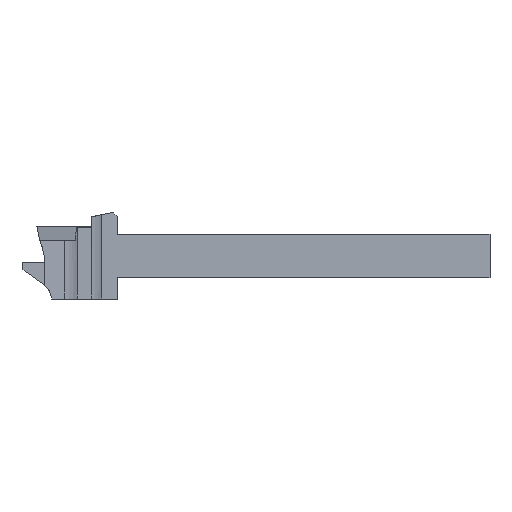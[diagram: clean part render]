
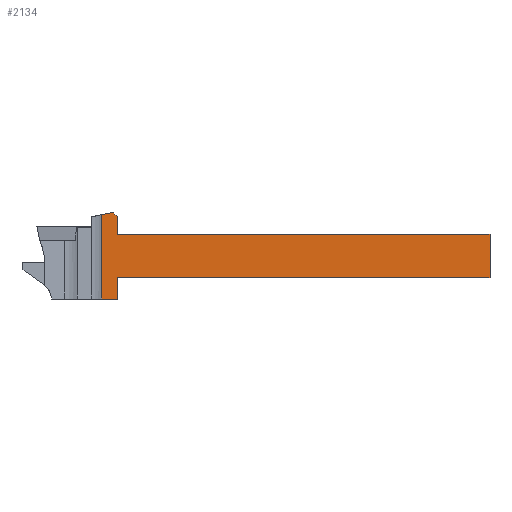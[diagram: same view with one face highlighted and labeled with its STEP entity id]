
A CAD part, top view. The second image highlights one B-rep face of the part: STEP entity #2134.
In plain terms, the highlighted planar face has unit normal (0, 0, 1).
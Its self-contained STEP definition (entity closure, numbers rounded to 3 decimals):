
#21 = EDGE_CURVE ( 'NONE', #1015, #1304, #3331, .T. ) ;
#35 = DIRECTION ( 'NONE',  ( -0.978, -0.208, 0. ) ) ;
#131 = VERTEX_POINT ( 'NONE', #1322 ) ;
#134 = CARTESIAN_POINT ( 'NONE',  ( -82.3, -4.763, 4.763 ) ) ;
#168 = VECTOR ( 'NONE', #1248, 1000. ) ;
#276 = VECTOR ( 'NONE', #35, 1000. ) ;
#317 = ORIENTED_EDGE ( 'NONE', *, *, #549, .T. ) ;
#450 = ORIENTED_EDGE ( 'NONE', *, *, #21, .T. ) ;
#549 = EDGE_CURVE ( 'NONE', #131, #1391, #3178, .T. ) ;
#583 = CARTESIAN_POINT ( 'NONE',  ( -83.859, 9.5, 4.763 ) ) ;
#634 = DIRECTION ( 'NONE',  ( -1., 0., 0. ) ) ;
#711 = FACE_OUTER_BOUND ( 'NONE', #851, .T. ) ;
#774 = CARTESIAN_POINT ( 'NONE',  ( -82.3, 4.763, 4.763 ) ) ;
#818 = VERTEX_POINT ( 'NONE', #583 ) ;
#833 = CARTESIAN_POINT ( 'NONE',  ( -82.3, 9.5, 4.763 ) ) ;
#838 = VECTOR ( 'NONE', #1422, 1000. ) ;
#851 = EDGE_LOOP ( 'NONE', ( #1802, #1063, #1665, #1254, #2880, #3620, #450, #3088, #1871, #317 ) ) ;
#896 = LINE ( 'NONE', #1622, #1550 ) ;
#935 = EDGE_CURVE ( 'NONE', #2100, #1810, #2159, .T. ) ;
#946 = EDGE_CURVE ( 'NONE', #1810, #818, #2261, .T. ) ;
#968 = EDGE_CURVE ( 'NONE', #2625, #131, #2075, .T. ) ;
#1009 = LINE ( 'NONE', #2357, #276 ) ;
#1015 = VERTEX_POINT ( 'NONE', #1711 ) ;
#1047 = CARTESIAN_POINT ( 'NONE',  ( -82.3, -4.763, 4.763 ) ) ;
#1063 = ORIENTED_EDGE ( 'NONE', *, *, #935, .T. ) ;
#1248 = DIRECTION ( 'NONE',  ( 1., 0., 0. ) ) ;
#1254 = ORIENTED_EDGE ( 'NONE', *, *, #3306, .T. ) ;
#1304 = VERTEX_POINT ( 'NONE', #1047 ) ;
#1311 = CARTESIAN_POINT ( 'NONE',  ( -85.662, -9.5, 4.762 ) ) ;
#1322 = CARTESIAN_POINT ( 'NONE',  ( 0., 4.763, 4.763 ) ) ;
#1391 = VERTEX_POINT ( 'NONE', #2994 ) ;
#1421 = VECTOR ( 'NONE', #3542, 1000. ) ;
#1422 = DIRECTION ( 'NONE',  ( 0., 1., 0. ) ) ;
#1458 = DIRECTION ( 'NONE',  ( 0., 1., 0. ) ) ;
#1550 = VECTOR ( 'NONE', #2920, 1000. ) ;
#1622 = CARTESIAN_POINT ( 'NONE',  ( -85.662, -177.537, 4.763 ) ) ;
#1656 = CARTESIAN_POINT ( 'NONE',  ( 0., 4.763, 4.763 ) ) ;
#1665 = ORIENTED_EDGE ( 'NONE', *, *, #946, .T. ) ;
#1711 = CARTESIAN_POINT ( 'NONE',  ( -82.3, -9.5, 4.763 ) ) ;
#1802 = ORIENTED_EDGE ( 'NONE', *, *, #2974, .T. ) ;
#1810 = VERTEX_POINT ( 'NONE', #1897 ) ;
#1814 = AXIS2_PLACEMENT_3D ( 'NONE', #2680, #2208, #3356 ) ;
#1858 = DIRECTION ( 'NONE',  ( 0., 1., 0. ) ) ;
#1871 = ORIENTED_EDGE ( 'NONE', *, *, #968, .T. ) ;
#1897 = CARTESIAN_POINT ( 'NONE',  ( -83.05, 9.5, 4.763 ) ) ;
#1982 = DIRECTION ( 'NONE',  ( -1., 0., 0. ) ) ;
#1989 = DIRECTION ( 'NONE',  ( -0.707, 0.707, 0. ) ) ;
#2016 = VECTOR ( 'NONE', #1858, 1000. ) ;
#2040 = CARTESIAN_POINT ( 'NONE',  ( -100., 9.5, 4.763 ) ) ;
#2075 = LINE ( 'NONE', #1656, #2016 ) ;
#2096 = VECTOR ( 'NONE', #1989, 1000. ) ;
#2100 = VERTEX_POINT ( 'NONE', #3504 ) ;
#2134 = ADVANCED_FACE ( 'NONE', ( #711 ), #3550, .T. ) ;
#2159 = LINE ( 'NONE', #2838, #2096 ) ;
#2208 = DIRECTION ( 'NONE',  ( 0., 0., 1. ) ) ;
#2261 = LINE ( 'NONE', #2040, #3004 ) ;
#2299 = LINE ( 'NONE', #833, #838 ) ;
#2345 = VERTEX_POINT ( 'NONE', #2437 ) ;
#2357 = CARTESIAN_POINT ( 'NONE',  ( -5.555, 26.14, 4.763 ) ) ;
#2437 = CARTESIAN_POINT ( 'NONE',  ( -85.662, 9.117, 4.763 ) ) ;
#2470 = LINE ( 'NONE', #2620, #168 ) ;
#2620 = CARTESIAN_POINT ( 'NONE',  ( -100., -9.5, 4.763 ) ) ;
#2625 = VERTEX_POINT ( 'NONE', #3535 ) ;
#2680 = CARTESIAN_POINT ( 'NONE',  ( 0., 0., 4.763 ) ) ;
#2811 = EDGE_CURVE ( 'NONE', #3360, #2345, #896, .T. ) ;
#2838 = CARTESIAN_POINT ( 'NONE',  ( -36.775, -36.775, 4.763 ) ) ;
#2880 = ORIENTED_EDGE ( 'NONE', *, *, #2811, .F. ) ;
#2920 = DIRECTION ( 'NONE',  ( 0., 1., 0. ) ) ;
#2974 = EDGE_CURVE ( 'NONE', #1391, #2100, #2299, .T. ) ;
#2994 = CARTESIAN_POINT ( 'NONE',  ( -82.3, 4.763, 4.763 ) ) ;
#3004 = VECTOR ( 'NONE', #1982, 1000. ) ;
#3006 = EDGE_CURVE ( 'NONE', #1304, #2625, #3520, .T. ) ;
#3014 = VECTOR ( 'NONE', #1458, 1000. ) ;
#3088 = ORIENTED_EDGE ( 'NONE', *, *, #3006, .T. ) ;
#3178 = LINE ( 'NONE', #774, #3441 ) ;
#3256 = EDGE_CURVE ( 'NONE', #3360, #1015, #2470, .T. ) ;
#3260 = CARTESIAN_POINT ( 'NONE',  ( -82.3, -4.763, 4.763 ) ) ;
#3306 = EDGE_CURVE ( 'NONE', #818, #2345, #1009, .T. ) ;
#3331 = LINE ( 'NONE', #134, #3014 ) ;
#3356 = DIRECTION ( 'NONE',  ( 1., 0., 0. ) ) ;
#3360 = VERTEX_POINT ( 'NONE', #1311 ) ;
#3441 = VECTOR ( 'NONE', #634, 1000. ) ;
#3504 = CARTESIAN_POINT ( 'NONE',  ( -82.3, 8.75, 4.763 ) ) ;
#3520 = LINE ( 'NONE', #3260, #1421 ) ;
#3535 = CARTESIAN_POINT ( 'NONE',  ( 0., -4.763, 4.763 ) ) ;
#3542 = DIRECTION ( 'NONE',  ( 1., 0., 0. ) ) ;
#3550 = PLANE ( 'NONE',  #1814 ) ;
#3620 = ORIENTED_EDGE ( 'NONE', *, *, #3256, .T. ) ;
